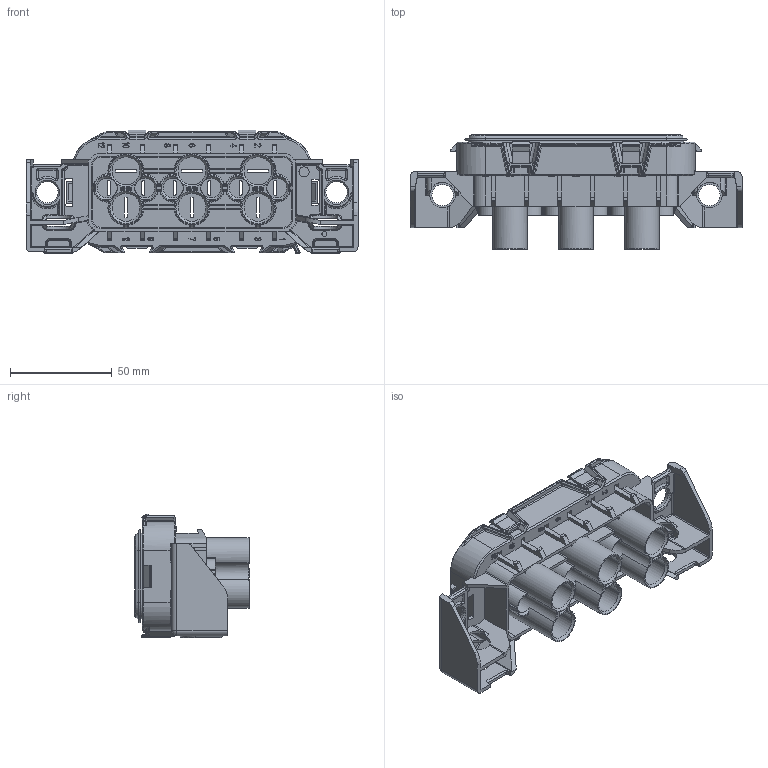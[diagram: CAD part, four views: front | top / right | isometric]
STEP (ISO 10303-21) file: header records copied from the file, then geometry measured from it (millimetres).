
FILE_DESCRIPTION((''),'2;1');
FILE_NAME('PDM-R4E01_NCF_ASM','2024-06-26T10:46:43',('20077268'),(''),'CREO PARAMETRIC BY PTC INC, 2024014','CREO PARAMETRIC BY PTC INC, 2024014','');
FILE_SCHEMA(('CONFIG_CONTROL_DESIGN'));
Products named in the file (4): C26-1012-2E_SALES_NCF; C14-1013_INSTALLED_NCF; PDM-RS_INSTALLED_NCF_ASM; PDM-R4E01_NCF_ASM
Assembly tree (3 placements, depth 3):
  PDM-R4E01_NCF_ASM
    C26-1012-2E_SALES_NCF
    PDM-RS_INSTALLED_NCF_ASM
      C14-1013_INSTALLED_NCF
Bounding box: 163 x 56 x 60.76 mm (x, y, z)
Volume: 119267.8 mm3; surface area: 104849.8 mm2
Topology: 2 solids, 2 shells, 2811 faces, 7241 edges, 4478 vertices
Faces by surface type: plane 1356, cylinder 832, torus 166, bspline 126, sphere 124, cone 116, extrusion 91
Entity records: 90876 total; most frequent: CARTESIAN_POINT 23081, ORIENTED_EDGE 14458, DIRECTION 13664, EDGE_CURVE 7229, VECTOR 4630, LINE 4539, AXIS2_PLACEMENT_3D 4517, VERTEX_POINT 4478
